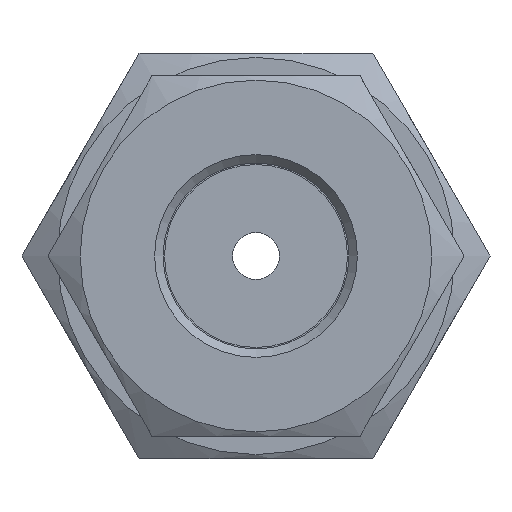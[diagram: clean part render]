
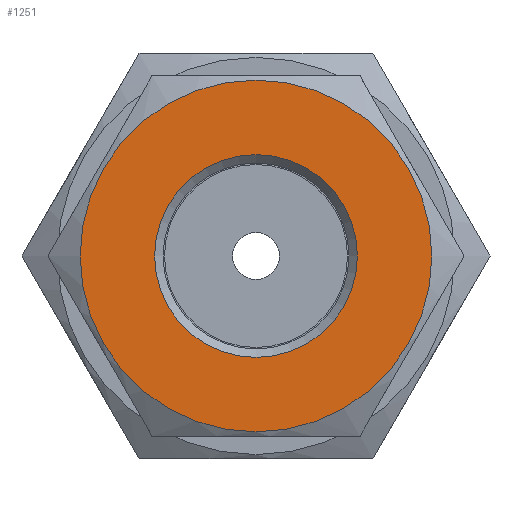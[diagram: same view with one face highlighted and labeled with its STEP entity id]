
A CAD part, left-side view. The second image highlights one B-rep face of the part: STEP entity #1251.
In plain terms, the highlighted planar face has unit normal (-1, 0, 0).
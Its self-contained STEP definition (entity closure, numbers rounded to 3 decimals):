
#989=CARTESIAN_POINT('',(-15.943,-15.945,-8.133));
#990=VERTEX_POINT('',#989);
#991=CARTESIAN_POINT('',(-15.943,-12.37,-8.133));
#992=DIRECTION('',(-1.0,0.0,0.0));
#993=DIRECTION('',(0.0,1.0,0.0));
#994=AXIS2_PLACEMENT_3D('',#991,#992,#993);
#995=CIRCLE('',#994,3.575);
#996=EDGE_CURVE('',#990,#990,#995,.T.);
#1232=CARTESIAN_POINT('',(-15.943,-9.27,-8.133));
#1233=DIRECTION('',(-1.0,0.0,0.0));
#1234=DIRECTION('',(0.0,0.0,1.0));
#1235=AXIS2_PLACEMENT_3D('',#1232,#1233,#1234);
#1236=PLANE('',#1235);
#1237=CARTESIAN_POINT('',(-15.943,-6.17,-8.133));
#1238=VERTEX_POINT('',#1237);
#1239=CARTESIAN_POINT('',(-15.943,-12.37,-8.133));
#1240=DIRECTION('',(1.0,0.0,0.0));
#1241=DIRECTION('',(0.0,1.0,0.0));
#1242=AXIS2_PLACEMENT_3D('',#1239,#1240,#1241);
#1243=CIRCLE('',#1242,6.2);
#1244=EDGE_CURVE('',#1238,#1238,#1243,.T.);
#1245=ORIENTED_EDGE('',*,*,#1244,.F.);
#1246=EDGE_LOOP('',(#1245));
#1247=FACE_OUTER_BOUND('',#1246,.T.);
#1248=ORIENTED_EDGE('',*,*,#996,.F.);
#1249=EDGE_LOOP('',(#1248));
#1250=FACE_BOUND('',#1249,.T.);
#1251=ADVANCED_FACE('',(#1247,#1250),#1236,.T.);
